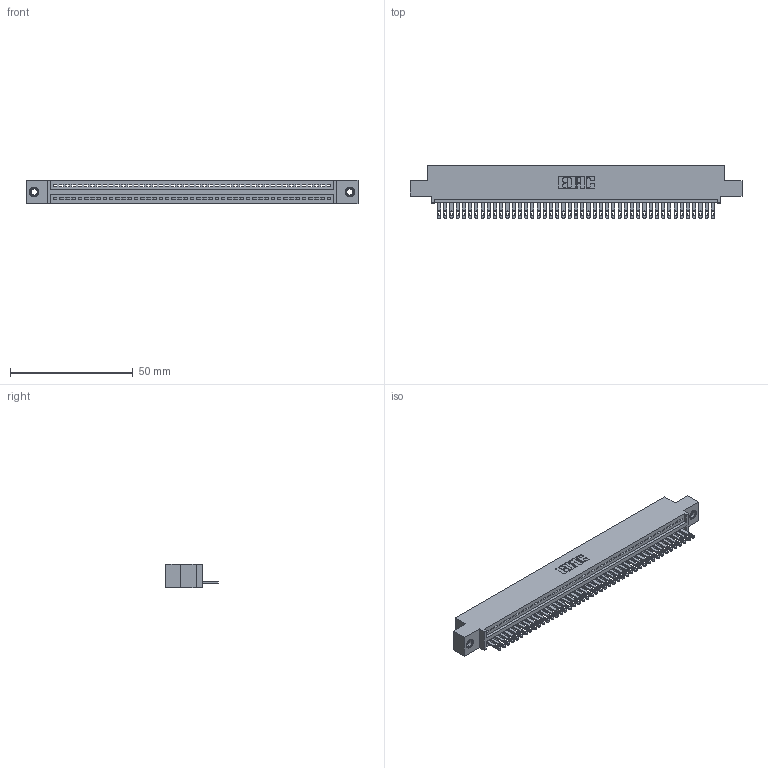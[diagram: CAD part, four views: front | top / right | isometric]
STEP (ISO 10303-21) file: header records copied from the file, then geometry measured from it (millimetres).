
FILE_DESCRIPTION (( 'STEP AP203' ), '1' );
FILE_NAME ('895-045-500-407.STEP', '2020-09-27T04:02:43', ( '' ), ( '' ), 'SwSTEP 2.0', 'SolidWorks 2020', '' );
FILE_SCHEMA (( 'CONFIG_CONTROL_DESIGN' ));
Length unit declared in the file: inch
Products named in the file (4): 345-250-001_345-250-005-103; 895-045-500-407; 845 Part_0.110 Offset - 0.156 Dia-TI; 345-292-001_345-293-100
Assembly tree (48 placements, depth 2):
  895-045-500-407
    845 Part_0.110 Offset - 0.156 Dia-TI
    345-292-001_345-293-100  x45
    345-250-001_345-250-005-103  x2
Bounding box: 135.51 x 21.51 x 9.4 mm (x, y, z)
Volume: 12836.3 mm3; surface area: 17314.6 mm2
Topology: 48 solids, 48 shells, 2620 faces, 8049 edges, 5358 vertices
Faces by surface type: plane 1646, cylinder 958, cone 12, torus 4
Entity records: 34712 total; most frequent: CARTESIAN_POINT 5994, ORIENTED_EDGE 5966, DIRECTION 5259, EDGE_CURVE 2983, LINE 2647, VECTOR 2647, VERTEX_POINT 1984, AXIS2_PLACEMENT_3D 1306
